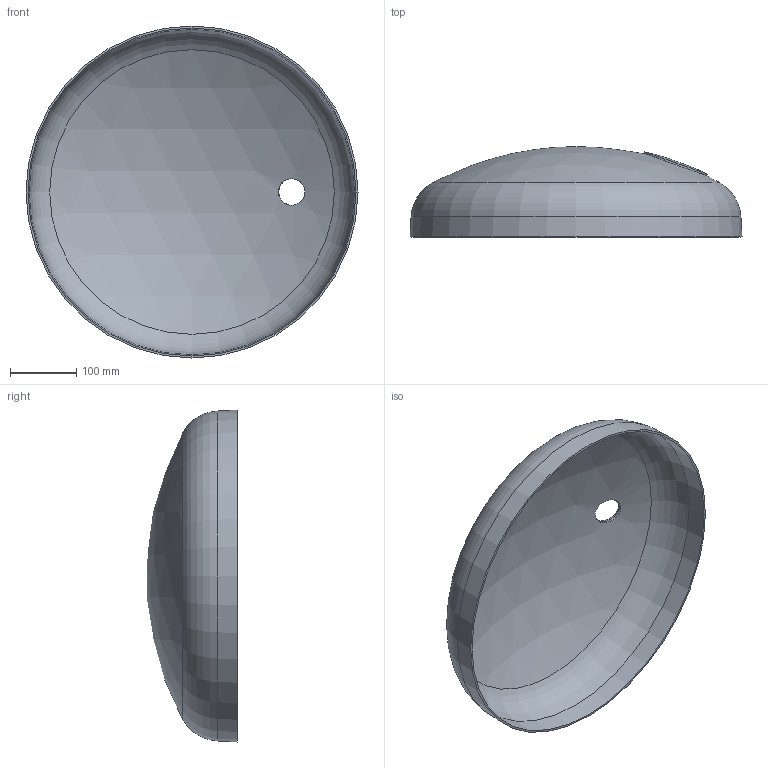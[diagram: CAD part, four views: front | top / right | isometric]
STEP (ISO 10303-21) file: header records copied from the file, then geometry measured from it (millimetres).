
FILE_DESCRIPTION(/* description */ ('TEMPLATE FOR NEW PARTS'),/* implementation_level */ '2;1');
FILE_NAME(/* name */ 'showmeyourbottoms.stp',/* time_stamp */ '2015-07-03T08:01:40+10:00',/* author */ ('steffen.heidrich'),/* organization */ ('SMARDT'),/* preprocessor_version */ 'ST-DEVELOPER v15.6',/* originating_system */ 'Autodesk Inventor 2015',/* authorisation */ '');
FILE_SCHEMA (('AUTOMOTIVE_DESIGN { 1 0 10303 214 3 1 1 }'));
Length unit declared in the file: millimetre
Products named in the file (1): showmeyourbottoms
Bounding box: 500 x 136.08 x 500 mm (x, y, z)
Volume: 897955.4 mm3; surface area: 605080.8 mm2
Topology: 2 solids, 2 shells, 13 faces, 26 edges, 22 vertices
Faces by surface type: sphere 5, cone 4, torus 2, cylinder 1, bspline 1
Full cylindrical faces by diameter (mm): 40 x1
Entity records: 707 total; most frequent: CARTESIAN_POINT 444, DIRECTION 49, ORIENTED_EDGE 28, EDGE_LOOP 25, AXIS2_PLACEMENT_3D 22, EDGE_CURVE 14, FACE_OUTER_BOUND 13, VERTEX_POINT 13
